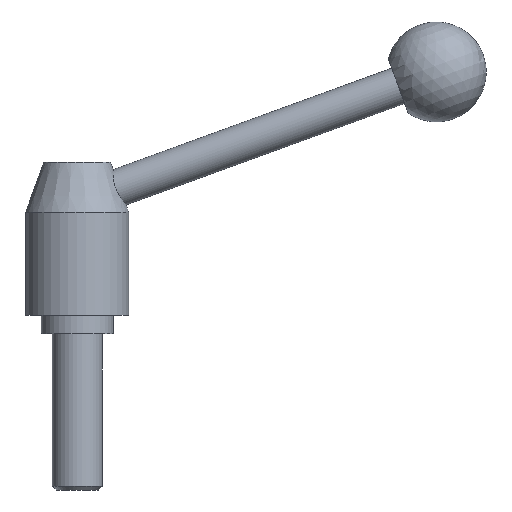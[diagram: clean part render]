
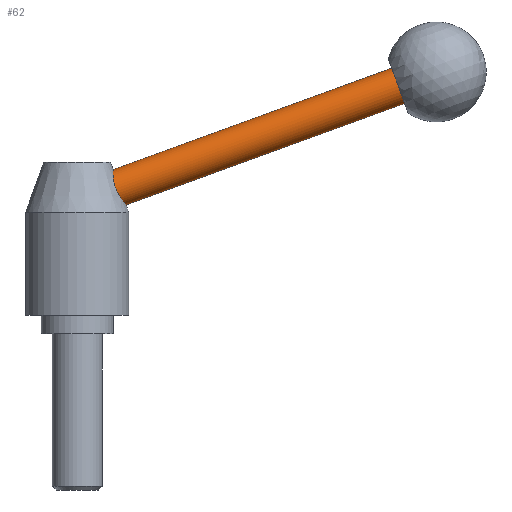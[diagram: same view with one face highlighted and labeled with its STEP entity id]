
A CAD part, front view. The second image highlights one B-rep face of the part: STEP entity #62.
In plain terms, the highlighted cylindrical face has radius 6 mm (diameter 12 mm), a partial arc.
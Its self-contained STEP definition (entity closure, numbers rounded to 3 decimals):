
#62=ADVANCED_FACE('',(#128),#129,.T.);
#128=FACE_OUTER_BOUND('',#196,.T.);
#129=CYLINDRICAL_SURFACE('',#197,6.);
#196=EDGE_LOOP('',(#305,#306,#307,#308,#309));
#197=AXIS2_PLACEMENT_3D('',#310,#311,#312);
#305=ORIENTED_EDGE('',*,*,#412,.T.);
#306=ORIENTED_EDGE('',*,*,#391,.F.);
#307=ORIENTED_EDGE('',*,*,#390,.F.);
#308=ORIENTED_EDGE('',*,*,#414,.T.);
#309=ORIENTED_EDGE('',*,*,#423,.F.);
#310=CARTESIAN_POINT('',(53.53,0.0,61.548));
#311=DIRECTION('',(0.94,0.0,0.342));
#312=DIRECTION('',(-0.342,0.0,0.94));
#390=EDGE_CURVE('',#453,#455,#456,.T.);
#391=EDGE_CURVE('',#455,#445,#457,.T.);
#412=EDGE_CURVE('',#490,#445,#491,.T.);
#414=EDGE_CURVE('',#453,#492,#494,.T.);
#423=EDGE_CURVE('',#490,#492,#507,.T.);
#445=VERTEX_POINT('',#529);
#453=VERTEX_POINT('',#539);
#455=VERTEX_POINT('',#542);
#456=B_SPLINE_CURVE_WITH_KNOTS('',3,(#543,#544,#545,#546,#547,#548,#549,#550,#551,#552,#553,#554,#555,#556,#557,#558,#559,#560),.UNSPECIFIED.,.F.,.F.,(4,2,2,2,2,2,2,2,4),(26.596,27.855,29.115,30.374,31.633,32.894,34.154,35.415,36.675),.UNSPECIFIED.);
#457=B_SPLINE_CURVE_WITH_KNOTS('',3,(#561,#562,#563,#564,#565,#566,#567,#568,#569,#570,#571,#572,#573,#574,#575,#576,#577,#578),.UNSPECIFIED.,.F.,.F.,(4,2,2,2,2,2,2,2,4),(0.0,1.036,2.071,3.107,4.142,5.171,6.2,7.229,8.258),.UNSPECIFIED.);
#490=VERTEX_POINT('',#619);
#491=LINE('',#620,#621);
#492=VERTEX_POINT('',#622);
#494=LINE('',#624,#625);
#507=CIRCLE('',#671,6.);
#529=CARTESIAN_POINT('',(11.541,0.,52.651));
#539=CARTESIAN_POINT('',(15.645,0.,41.374));
#542=CARTESIAN_POINT('',(12.065,-5.931,47.421));
#543=CARTESIAN_POINT('',(15.645,0.,41.374));
#544=CARTESIAN_POINT('',(15.645,-0.42,41.374));
#545=CARTESIAN_POINT('',(15.614,-0.851,41.411));
#546=CARTESIAN_POINT('',(15.489,-1.701,41.562));
#547=CARTESIAN_POINT('',(15.395,-2.12,41.677));
#548=CARTESIAN_POINT('',(15.153,-2.914,41.979));
#549=CARTESIAN_POINT('',(15.005,-3.29,42.167));
#550=CARTESIAN_POINT('',(14.674,-3.975,42.601));
#551=CARTESIAN_POINT('',(14.492,-4.284,42.848));
#552=CARTESIAN_POINT('',(14.12,-4.82,43.376));
#553=CARTESIAN_POINT('',(13.917,-5.064,43.675));
#554=CARTESIAN_POINT('',(13.504,-5.475,44.329));
#555=CARTESIAN_POINT('',(13.293,-5.643,44.685));
#556=CARTESIAN_POINT('',(12.889,-5.886,45.431));
#557=CARTESIAN_POINT('',(12.696,-5.961,45.824));
#558=CARTESIAN_POINT('',(12.348,-6.015,46.621));
#559=CARTESIAN_POINT('',(12.194,-5.995,47.026));
#560=CARTESIAN_POINT('',(12.065,-5.931,47.421));
#561=CARTESIAN_POINT('',(12.065,-5.931,47.421));
#562=CARTESIAN_POINT('',(11.959,-5.879,47.745));
#563=CARTESIAN_POINT('',(11.865,-5.795,48.08));
#564=CARTESIAN_POINT('',(11.707,-5.563,48.748));
#565=CARTESIAN_POINT('',(11.643,-5.415,49.08));
#566=CARTESIAN_POINT('',(11.548,-5.061,49.719));
#567=CARTESIAN_POINT('',(11.516,-4.856,50.026));
#568=CARTESIAN_POINT('',(11.475,-4.404,50.594));
#569=CARTESIAN_POINT('',(11.466,-4.158,50.856));
#570=CARTESIAN_POINT('',(11.461,-3.648,51.319));
#571=CARTESIAN_POINT('',(11.466,-3.366,51.538));
#572=CARTESIAN_POINT('',(11.481,-2.758,51.927));
#573=CARTESIAN_POINT('',(11.492,-2.432,52.098));
#574=CARTESIAN_POINT('',(11.513,-1.755,52.374));
#575=CARTESIAN_POINT('',(11.523,-1.403,52.479));
#576=CARTESIAN_POINT('',(11.537,-0.697,52.618));
#577=CARTESIAN_POINT('',(11.541,-0.343,52.651));
#578=CARTESIAN_POINT('',(11.541,0.,52.651));
#619=CARTESIAN_POINT('',(100.812,0.0,85.143));
#620=CARTESIAN_POINT('',(51.478,0.,67.187));
#621=VECTOR('',#729,1.0);
#622=CARTESIAN_POINT('',(104.916,0.,73.866));
#624=CARTESIAN_POINT('',(55.582,0.,55.91));
#625=VECTOR('',#733,1.0);
#671=AXIS2_PLACEMENT_3D('',#749,#750,#751);
#729=DIRECTION('',(-0.94,0.0,-0.342));
#733=DIRECTION('',(0.94,0.0,0.342));
#749=CARTESIAN_POINT('',(102.864,0.0,79.505));
#750=DIRECTION('',(0.94,0.0,0.342));
#751=DIRECTION('',(-0.342,0.0,0.94));
